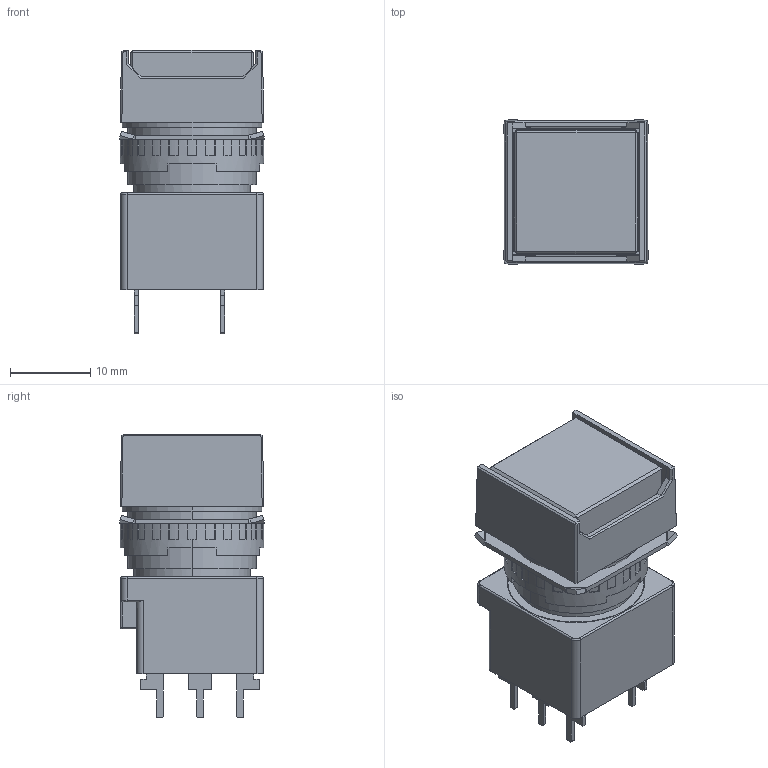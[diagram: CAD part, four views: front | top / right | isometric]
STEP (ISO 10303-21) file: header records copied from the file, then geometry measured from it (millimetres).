
FILE_DESCRIPTION (( 'STEP AP214' ), '1' );
FILE_NAME ('24_LB2B-[M][A]1TxV$.STEP', '2020-09-25T00:11:49', ( 'IDEC' ), ( 'IDEC' ), 'SwSTEP 2.0', 'SolidWorks 2019', '' );
FILE_SCHEMA (( 'AUTOMOTIVE_DESIGN' ));
Length unit declared in the file: millimetre
Products named in the file (5): LB-BODY-Q; LB-NUT-SET; LB-OPERATOR-Q; 24_LB2B-[M][A]1TxV$; LB-T2V
Assembly tree (4 placements, depth 2):
  24_LB2B-[M][A]1TxV$
    LB-BODY-Q
    LB-OPERATOR-Q
    LB-T2V
    LB-NUT-SET
Bounding box: 18.07 x 18.07 x 35.4 mm (x, y, z)
Volume: 7530.8 mm3; surface area: 5424.7 mm2
Topology: 4 solids, 4 shells, 409 faces, 1067 edges, 672 vertices
Faces by surface type: plane 277, cylinder 110, bspline 20, cone 2
Entity records: 14343 total; most frequent: CARTESIAN_POINT 2815, ORIENTED_EDGE 2122, DIRECTION 2040, EDGE_CURVE 1061, VECTOR 758, LINE 758, VERTEX_POINT 672, AXIS2_PLACEMENT_3D 641
